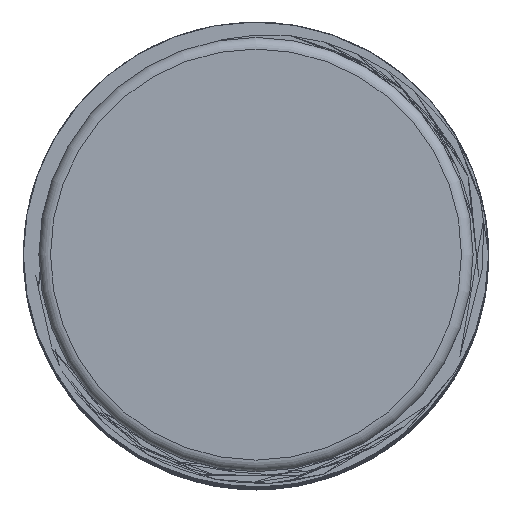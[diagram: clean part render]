
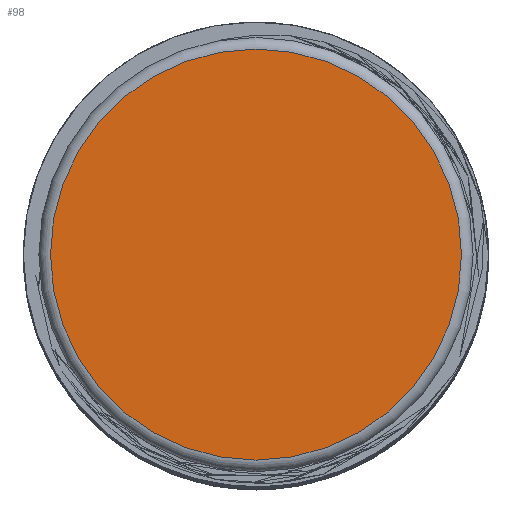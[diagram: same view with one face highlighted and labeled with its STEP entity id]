
A CAD part, top view. The second image highlights one B-rep face of the part: STEP entity #98.
In plain terms, the highlighted planar face has unit normal (0, 0, 1).
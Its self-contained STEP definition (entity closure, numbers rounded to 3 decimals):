
#70=PLANE('',#332);
#78=FACE_OUTER_BOUND('',#166,.T.);
#98=ADVANCED_FACE('',(#78),#70,.T.);
#166=EDGE_LOOP('',(#224));
#224=ORIENTED_EDGE('',*,*,#279,.T.);
#250=VERTEX_POINT('',#5116);
#279=EDGE_CURVE('',#250,#250,#296,.T.);
#296=CIRCLE('',#331,5.3);
#331=AXIS2_PLACEMENT_3D('',#5115,#405,#406);
#332=AXIS2_PLACEMENT_3D('',#5117,#407,#408);
#405=DIRECTION('',(0.,0.,1.));
#406=DIRECTION('',(1.,0.,0.));
#407=DIRECTION('',(0.,0.,1.));
#408=DIRECTION('',(1.,0.,0.));
#5115=CARTESIAN_POINT('',(57.566,87.891,41.));
#5116=CARTESIAN_POINT('',(62.866,87.891,41.));
#5117=CARTESIAN_POINT('',(57.566,87.891,41.));
